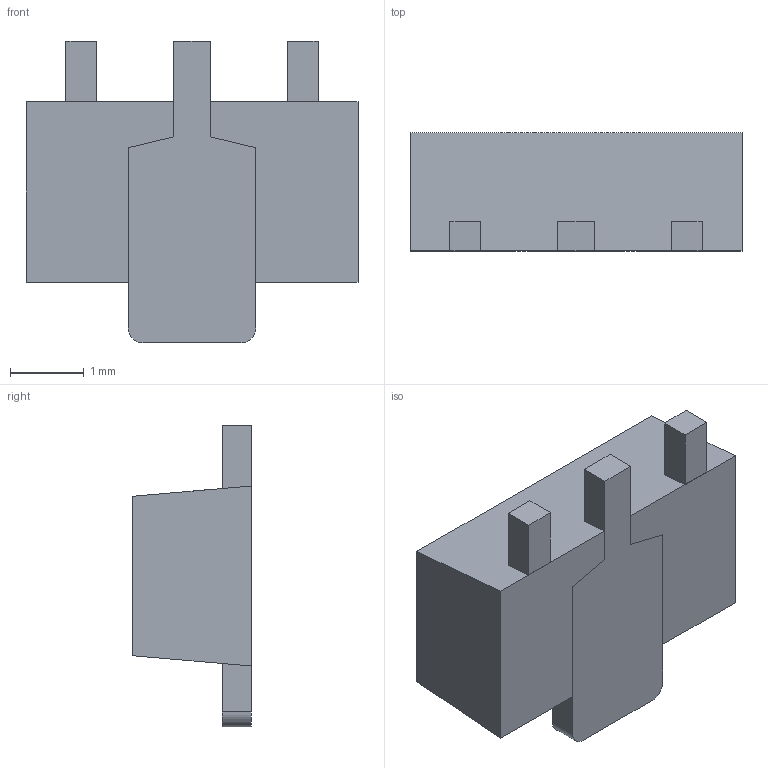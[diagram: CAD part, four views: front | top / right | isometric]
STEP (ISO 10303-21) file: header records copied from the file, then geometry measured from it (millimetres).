
FILE_DESCRIPTION (( 'STEP AP214' ), '1' );
FILE_NAME ('HT7333.STEP', '2024-06-17T06:17:20', ( 'LENOVO' ), ( '' ), 'SwSTEP 2.0', 'SolidWorks 2021', '' );
FILE_SCHEMA (( 'AUTOMOTIVE_DESIGN' ));
Length unit declared in the file: millimetre
Products named in the file (2): HT7333; HT7333_HT7333
Assembly tree (1 placements, depth 2):
  HT7333
    HT7333_HT7333
Bounding box: 4.5 x 1.6 x 4.09 mm (x, y, z)
Volume: 17.5 mm3; surface area: 62.3 mm2
Topology: 4 solids, 4 shells, 38 faces, 90 edges, 60 vertices
Faces by surface type: plane 36, cylinder 2
Entity records: 1171 total; most frequent: CARTESIAN_POINT 192, ORIENTED_EDGE 180, DIRECTION 178, EDGE_CURVE 90, VECTOR 86, LINE 86, VERTEX_POINT 60, AXIS2_PLACEMENT_3D 46
